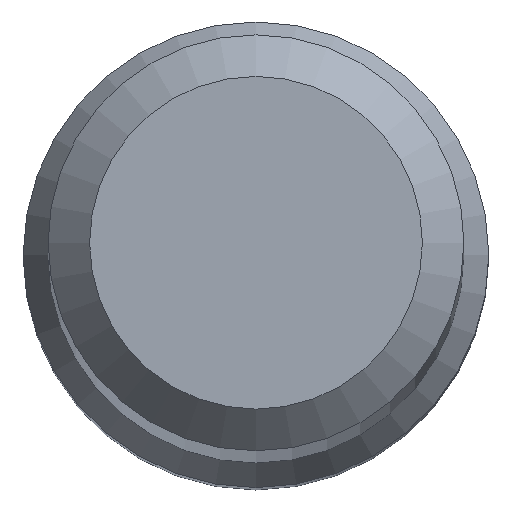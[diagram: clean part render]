
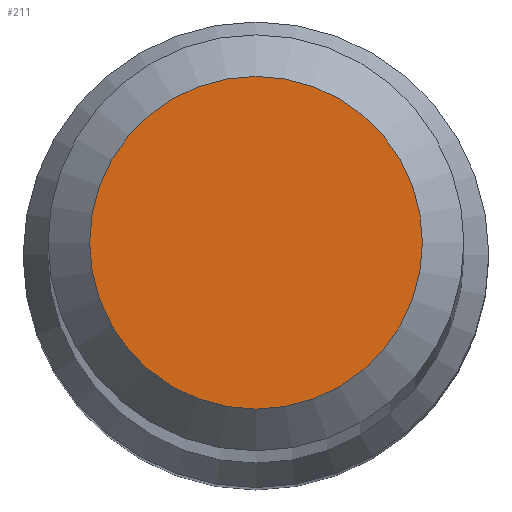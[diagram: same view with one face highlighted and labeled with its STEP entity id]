
A CAD part, top view. The second image highlights one B-rep face of the part: STEP entity #211.
In plain terms, the highlighted planar face has unit normal (0, 0, 1).
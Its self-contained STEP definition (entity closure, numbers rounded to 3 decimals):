
#5 = DIRECTION ( 'NONE',  ( 0., -1., 0. ) ) ;
#19 = EDGE_CURVE ( 'NONE', #65, #65, #132, .T. ) ;
#28 = EDGE_LOOP ( 'NONE', ( #208 ) ) ;
#43 = CARTESIAN_POINT ( 'NONE',  ( 0., 0., 80. ) ) ;
#52 = CARTESIAN_POINT ( 'NONE',  ( 0., 0., 80. ) ) ;
#58 = DIRECTION ( 'NONE',  ( 0., 1., 0. ) ) ;
#65 = VERTEX_POINT ( 'NONE', #216 ) ;
#113 = DIRECTION ( 'NONE',  ( 0., 0., 1. ) ) ;
#125 = AXIS2_PLACEMENT_3D ( 'NONE', #52, #113, #5 ) ;
#127 = PLANE ( 'NONE',  #125 ) ;
#132 = CIRCLE ( 'NONE', #225, 1.6 ) ;
#181 = DIRECTION ( 'NONE',  ( 0., 0., -1. ) ) ;
#208 = ORIENTED_EDGE ( 'NONE', *, *, #19, .F. ) ;
#211 = ADVANCED_FACE ( 'NONE', ( #243 ), #127, .T. ) ;
#216 = CARTESIAN_POINT ( 'NONE',  ( 0., 1.6, 80. ) ) ;
#225 = AXIS2_PLACEMENT_3D ( 'NONE', #43, #181, #58 ) ;
#243 = FACE_OUTER_BOUND ( 'NONE', #28, .T. ) ;
